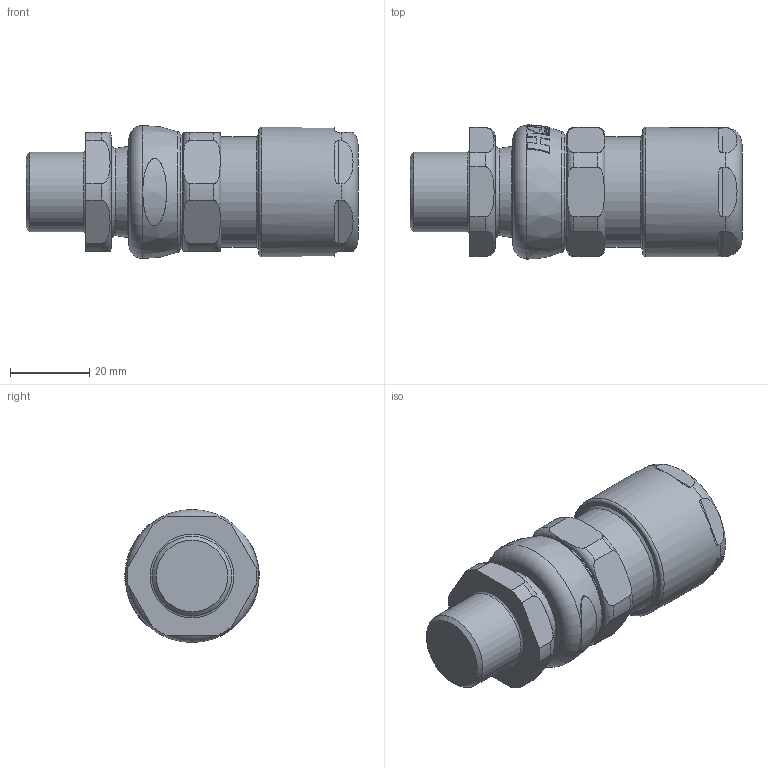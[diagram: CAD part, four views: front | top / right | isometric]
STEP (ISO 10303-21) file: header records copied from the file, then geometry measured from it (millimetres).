
FILE_DESCRIPTION(/* description */ (''),/* implementation_level */ '2;1');
FILE_NAME(/* name */ '153_UNIV_X A.stp',/* time_stamp */ '2020-06-30T21:17:47+06:00',/* author */ ('jgandhi'),/* organization */ (''),/* preprocessor_version */ 'ST-DEVELOPER v18',/* originating_system */ 'Autodesk Inventor 2020',/* authorisation */ '');
FILE_SCHEMA (('AUTOMOTIVE_DESIGN { 1 0 10303 214 3 1 1 }'));
Length unit declared in the file: millimetre
Products named in the file (1): 153_UNIV_X A
Bounding box: 83.56 x 33.8 x 33.5 mm (x, y, z)
Volume: 89001.1 mm3; surface area: 30407.9 mm2
Topology: 11 solids, 11 shells, 752 faces, 2063 edges, 1366 vertices
Faces by surface type: plane 291, cylinder 148, cone 138, torus 89, bspline 86
Full cylindrical faces by diameter (mm): 8.5 x1, 14.9 x1, 16.2 x1, 17 x3, 18.7 x1, 19.308 x1, 19.5 x1, 20 x1, 20.9 x1, 21.5 x1, 22.26 x1, 23 x2, 23.26 x1, 23.5 x1, 24.5 x1, 25.32 x1, 27.7 x1, 28.55 x1, 30 x2, 32.5 x1
Entity records: 28526 total; most frequent: CARTESIAN_POINT 10076, ORIENTED_EDGE 4120, DIRECTION 3346, EDGE_CURVE 2060, AXIS2_PLACEMENT_3D 1381, VERTEX_POINT 1360, EDGE_LOOP 786, FACE_OUTER_BOUND 752
